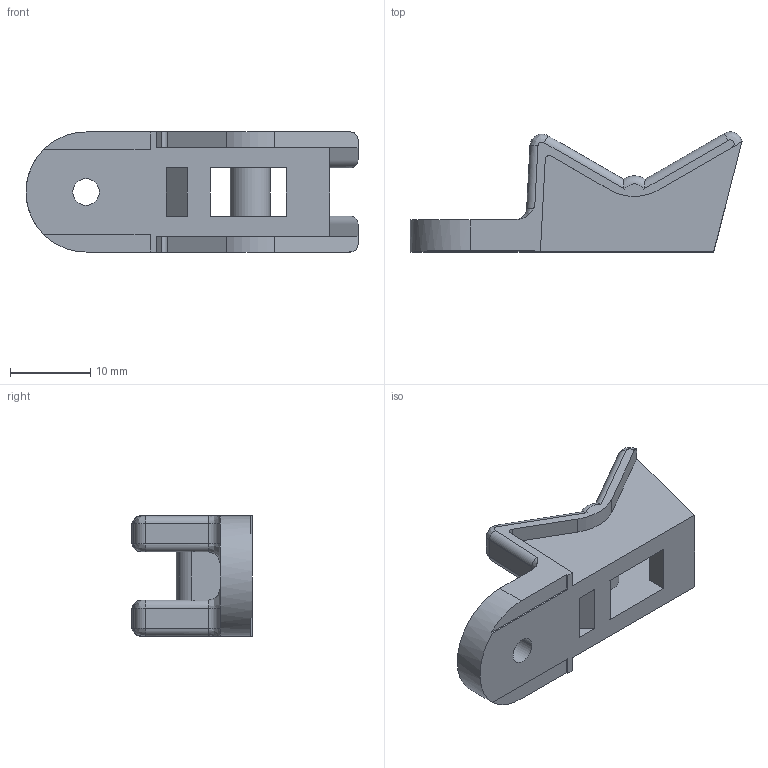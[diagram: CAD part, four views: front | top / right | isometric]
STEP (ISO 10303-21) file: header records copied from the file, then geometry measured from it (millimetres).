
FILE_DESCRIPTION((''),'2;1');
FILE_NAME('003261_202_59','2020-01-31T',('presta_be4'),(''),'CREO PARAMETRIC BY PTC INC, 2018360','CREO PARAMETRIC BY PTC INC, 2018360','');
FILE_SCHEMA(('CONFIG_CONTROL_DESIGN'));
Length unit declared in the file: millimetre
Products named in the file (1): 003261_202_59
Bounding box: 41.47 x 15 x 15 mm (x, y, z)
Volume: 2899.3 mm3; surface area: 2625 mm2
Topology: 1 solids, 1 shells, 80 faces, 214 edges, 134 vertices
Faces by surface type: plane 37, cylinder 29, bspline 12, torus 2
Entity records: 2967 total; most frequent: CARTESIAN_POINT 989, ORIENTED_EDGE 428, DIRECTION 376, EDGE_CURVE 214, VERTEX_POINT 134, AXIS2_PLACEMENT_3D 126, VECTOR 124, LINE 124
